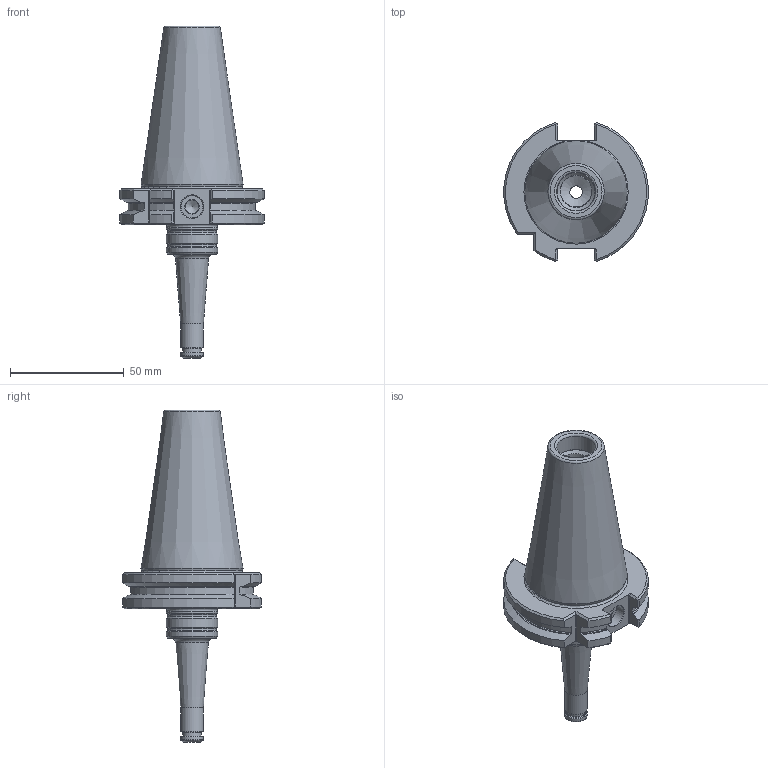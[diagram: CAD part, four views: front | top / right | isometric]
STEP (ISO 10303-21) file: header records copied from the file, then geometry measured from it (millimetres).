
FILE_DESCRIPTION(/* description */ (''),/* implementation_level */ '2;1');
FILE_NAME(/* name */ '424070640.stp',/* time_stamp */ '2022-03-30T08:53:40',/* author */ ('LRA'),/* organization */ ('REGO-FIX'),/* preprocessor_version */ ' Unknown',/* originating_system */ 'SIEMENS PLM Software Solid Edge ST10',/* authorization */ 'Unknown');
FILE_SCHEMA (('AUTOMOTIVE_DESIGN { 1 0 10303 214 2 1 1}'));
Length unit declared in the file: millimetre
Products named in the file (1): NOCUT
Bounding box: 63.35 x 61.01 x 145.75 mm (x, y, z)
Volume: 215597 mm3; surface area: 48431.6 mm2
Topology: 2 solids, 2 shells, 296 faces, 778 edges, 492 vertices
Faces by surface type: cylinder 92, plane 90, cone 78, torus 36
Full cylindrical faces by diameter (mm): 3.5 x10, 5.5 x2, 6 x2, 6.3 x2, 8 x2, 10 x6, 13.835 x2, 17 x2, 22.5 x8
Entity records: 10466 total; most frequent: CARTESIAN_POINT 1910, DIRECTION 1318, ORIENTED_EDGE 1232, EDGE_CURVE 616, AXIS2_PLACEMENT_3D 554, VERTEX_POINT 454, FACE_BOUND 430, EDGE_LOOP 418
